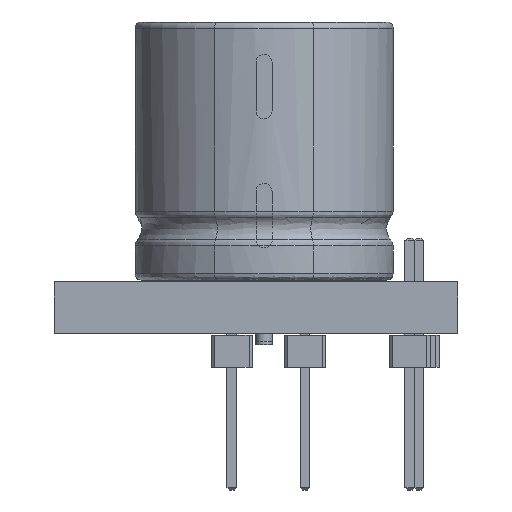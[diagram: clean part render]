
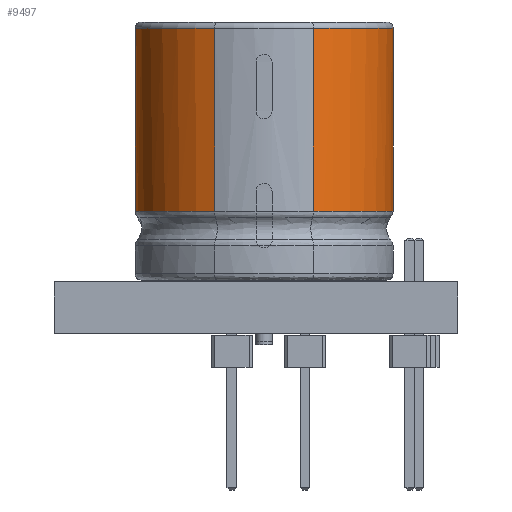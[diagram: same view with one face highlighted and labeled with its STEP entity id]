
A CAD part, left-side view. The second image highlights one B-rep face of the part: STEP entity #9497.
In plain terms, the highlighted cylindrical face has radius 4 mm (diameter 8 mm), a partial arc.
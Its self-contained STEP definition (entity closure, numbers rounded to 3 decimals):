
#9136 = VERTEX_POINT('',#9137);
#9137 = CARTESIAN_POINT('',(6.196,-1.531,2.135
    ));
#9148 = EDGE_CURVE('',#9136,#9149,#9151,.T.);
#9149 = VERTEX_POINT('',#9150);
#9150 = CARTESIAN_POINT('',(6.196,1.531,2.135)
  );
#9151 = B_SPLINE_CURVE_WITH_KNOTS('',12,(#9152,#9153,#9154,#9155,#9156,
    #9157,#9158,#9159,#9160,#9161,#9162,#9163,#9164,#9165,#9166,#9167,
    #9168,#9169,#9170,#9171,#9172,#9173,#9174,#9175,#9176,#9177,#9178,
    #9179,#9180,#9181,#9182,#9183,#9184,#9185,#9186),.UNSPECIFIED.,.F.,
  .F.,(13,11,11,13),(-0.937,0.,21.991
    ,22.928),.UNSPECIFIED.);
#9152 = CARTESIAN_POINT('',(6.554,-0.665,
    2.135));
#9153 = CARTESIAN_POINT('',(6.524,-0.738,
    2.135));
#9154 = CARTESIAN_POINT('',(6.494,-0.81,2.135
    ));
#9155 = CARTESIAN_POINT('',(6.464,-0.883,
    2.135));
#9156 = CARTESIAN_POINT('',(6.434,-0.955,
    2.135));
#9157 = CARTESIAN_POINT('',(6.404,-1.027,2.135
    ));
#9158 = CARTESIAN_POINT('',(6.374,-1.1,
    2.135));
#9159 = CARTESIAN_POINT('',(6.344,-1.172,
    2.135));
#9160 = CARTESIAN_POINT('',(6.314,-1.244,
    2.135));
#9161 = CARTESIAN_POINT('',(6.285,-1.316,2.135
    ));
#9162 = CARTESIAN_POINT('',(6.255,-1.387,
    2.135));
#9163 = CARTESIAN_POINT('',(6.225,-1.459,
    2.135));
#9164 = CARTESIAN_POINT('',(5.499,-3.212,
    2.135));
#9165 = CARTESIAN_POINT('',(3.957,-4.573,
    2.135));
#9166 = CARTESIAN_POINT('',(1.731,-5.113,2.135
    ));
#9167 = CARTESIAN_POINT('',(-0.655,-4.411,
    2.135));
#9168 = CARTESIAN_POINT('',(-2.432,-2.66,
    2.135));
#9169 = CARTESIAN_POINT('',(-3.323,0.,
    2.135));
#9170 = CARTESIAN_POINT('',(-2.432,2.66,2.135)
  );
#9171 = CARTESIAN_POINT('',(-0.655,4.411,
    2.135));
#9172 = CARTESIAN_POINT('',(1.731,5.113,2.135)
  );
#9173 = CARTESIAN_POINT('',(3.957,4.573,2.135
    ));
#9174 = CARTESIAN_POINT('',(5.499,3.212,2.135
    ));
#9175 = CARTESIAN_POINT('',(6.225,1.459,2.135
    ));
#9176 = CARTESIAN_POINT('',(6.255,1.387,2.135
    ));
#9177 = CARTESIAN_POINT('',(6.285,1.316,2.135
    ));
#9178 = CARTESIAN_POINT('',(6.314,1.244,2.135
    ));
#9179 = CARTESIAN_POINT('',(6.344,1.172,2.135
    ));
#9180 = CARTESIAN_POINT('',(6.374,1.1,2.135
    ));
#9181 = CARTESIAN_POINT('',(6.404,1.027,2.135)
  );
#9182 = CARTESIAN_POINT('',(6.434,0.955,2.135
    ));
#9183 = CARTESIAN_POINT('',(6.464,0.883,2.135
    ));
#9184 = CARTESIAN_POINT('',(6.494,0.81,2.135)
  );
#9185 = CARTESIAN_POINT('',(6.524,0.738,2.135
    ));
#9186 = CARTESIAN_POINT('',(6.554,0.665,2.135
    ));
#9497 = ADVANCED_FACE('',(#9498),#9524,.T.);
#9498 = FACE_BOUND('',#9499,.T.);
#9499 = EDGE_LOOP('',(#9500,#9511,#9517,#9518));
#9500 = ORIENTED_EDGE('',*,*,#9501,.T.);
#9501 = EDGE_CURVE('',#9502,#9504,#9506,.T.);
#9502 = VERTEX_POINT('',#9503);
#9503 = CARTESIAN_POINT('',(6.196,-1.531,7.8));
#9504 = VERTEX_POINT('',#9505);
#9505 = CARTESIAN_POINT('',(6.196,1.531,7.8));
#9506 = CIRCLE('',#9507,4.);
#9507 = AXIS2_PLACEMENT_3D('',#9508,#9509,#9510);
#9508 = CARTESIAN_POINT('',(2.5,0.,7.8));
#9509 = DIRECTION('',(0.,-0.,-1.));
#9510 = DIRECTION('',(0.924,-0.383,0.));
#9511 = ORIENTED_EDGE('',*,*,#9512,.F.);
#9512 = EDGE_CURVE('',#9149,#9504,#9513,.T.);
#9513 = LINE('',#9514,#9515);
#9514 = CARTESIAN_POINT('',(6.196,1.531,2.));
#9515 = VECTOR('',#9516,1.);
#9516 = DIRECTION('',(0.,0.,1.));
#9517 = ORIENTED_EDGE('',*,*,#9148,.F.);
#9518 = ORIENTED_EDGE('',*,*,#9519,.T.);
#9519 = EDGE_CURVE('',#9136,#9502,#9520,.T.);
#9520 = LINE('',#9521,#9522);
#9521 = CARTESIAN_POINT('',(6.196,-1.531,2.));
#9522 = VECTOR('',#9523,1.);
#9523 = DIRECTION('',(0.,0.,1.));
#9524 = CYLINDRICAL_SURFACE('',#9525,4.);
#9525 = AXIS2_PLACEMENT_3D('',#9526,#9527,#9528);
#9526 = CARTESIAN_POINT('',(2.5,0.,2.));
#9527 = DIRECTION('',(0.,0.,1.));
#9528 = DIRECTION('',(0.924,-0.383,0.));
